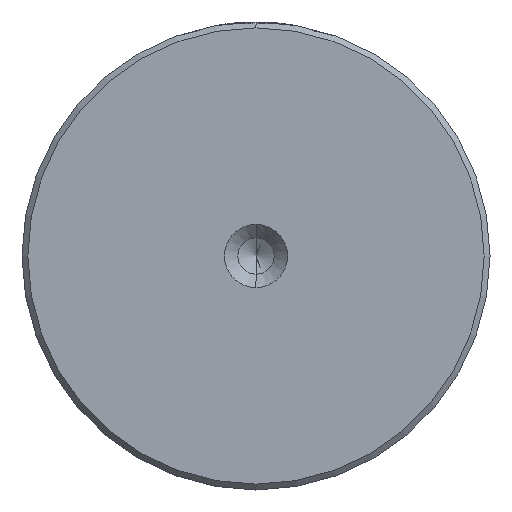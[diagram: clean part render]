
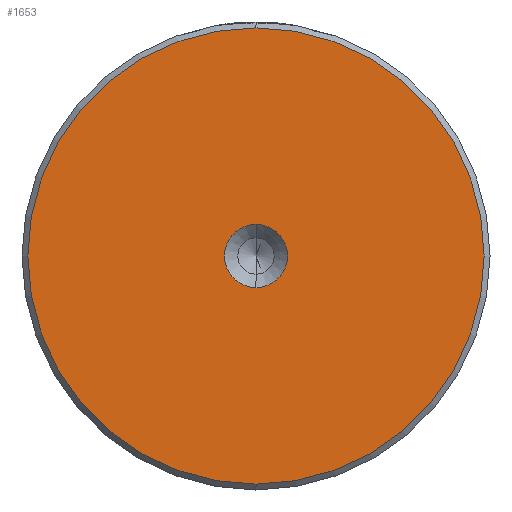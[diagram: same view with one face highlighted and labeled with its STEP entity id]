
A CAD part, left-side view. The second image highlights one B-rep face of the part: STEP entity #1653.
In plain terms, the highlighted planar face has unit normal (-1, 0, 0).
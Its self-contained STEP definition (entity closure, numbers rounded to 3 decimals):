
#20 = DIRECTION ( 'NONE',  ( 0., 0., 1. ) ) ;
#25 = DIRECTION ( 'NONE',  ( -1., 0., 0. ) ) ;
#39 = CARTESIAN_POINT ( 'NONE',  ( 0., 0., 0. ) ) ;
#84 = AXIS2_PLACEMENT_3D ( 'NONE', #39, #25, #20 ) ;
#139 = EDGE_CURVE ( 'NONE', #2014, #1630, #1091, .T. ) ;
#222 = EDGE_CURVE ( 'NONE', #1630, #2014, #851, .T. ) ;
#396 = EDGE_CURVE ( 'NONE', #1891, #924, #1982, .T. ) ;
#439 = PLANE ( 'NONE',  #1177 ) ;
#624 = FACE_BOUND ( 'NONE', #1671, .T. ) ;
#627 = CARTESIAN_POINT ( 'NONE',  ( 0., 0., 2.7 ) ) ;
#631 = CARTESIAN_POINT ( 'NONE',  ( 0., 0., 19.5 ) ) ;
#667 = CARTESIAN_POINT ( 'NONE',  ( 0., 0., -19.5 ) ) ;
#683 = AXIS2_PLACEMENT_3D ( 'NONE', #1693, #1686, #1676 ) ;
#802 = DIRECTION ( 'NONE',  ( 0., 0., 1. ) ) ;
#828 = CARTESIAN_POINT ( 'NONE',  ( 0., 0., 0. ) ) ;
#851 = CIRCLE ( 'NONE', #683, 19.5 ) ;
#907 = DIRECTION ( 'NONE',  ( -1., 0., 0. ) ) ;
#909 = CARTESIAN_POINT ( 'NONE',  ( 0., 0., 0. ) ) ;
#913 = CARTESIAN_POINT ( 'NONE',  ( 0., 0., -2.7 ) ) ;
#924 = VERTEX_POINT ( 'NONE', #627 ) ;
#1071 = FACE_OUTER_BOUND ( 'NONE', #1424, .T. ) ;
#1091 = CIRCLE ( 'NONE', #1989, 19.5 ) ;
#1144 = ORIENTED_EDGE ( 'NONE', *, *, #139, .T. ) ;
#1175 = EDGE_CURVE ( 'NONE', #924, #1891, #2253, .T. ) ;
#1177 = AXIS2_PLACEMENT_3D ( 'NONE', #828, #2315, #1206 ) ;
#1206 = DIRECTION ( 'NONE',  ( 0., 0., 1. ) ) ;
#1226 = ORIENTED_EDGE ( 'NONE', *, *, #396, .F. ) ;
#1424 = EDGE_LOOP ( 'NONE', ( #1144, #1494 ) ) ;
#1440 = ORIENTED_EDGE ( 'NONE', *, *, #1175, .F. ) ;
#1494 = ORIENTED_EDGE ( 'NONE', *, *, #222, .T. ) ;
#1630 = VERTEX_POINT ( 'NONE', #631 ) ;
#1653 = ADVANCED_FACE ( 'NONE', ( #1071, #624 ), #439, .T. ) ;
#1671 = EDGE_LOOP ( 'NONE', ( #1440, #1226 ) ) ;
#1676 = DIRECTION ( 'NONE',  ( 0., 0., 1. ) ) ;
#1686 = DIRECTION ( 'NONE',  ( -1., 0., 0. ) ) ;
#1693 = CARTESIAN_POINT ( 'NONE',  ( 0., 0., 0. ) ) ;
#1891 = VERTEX_POINT ( 'NONE', #913 ) ;
#1899 = DIRECTION ( 'NONE',  ( -1., 0., 0. ) ) ;
#1982 = CIRCLE ( 'NONE', #84, 2.7 ) ;
#1989 = AXIS2_PLACEMENT_3D ( 'NONE', #909, #1899, #802 ) ;
#2014 = VERTEX_POINT ( 'NONE', #667 ) ;
#2022 = CARTESIAN_POINT ( 'NONE',  ( 0., 0., 0. ) ) ;
#2141 = AXIS2_PLACEMENT_3D ( 'NONE', #2022, #907, #2206 ) ;
#2206 = DIRECTION ( 'NONE',  ( 0., 0., 1. ) ) ;
#2253 = CIRCLE ( 'NONE', #2141, 2.7 ) ;
#2315 = DIRECTION ( 'NONE',  ( -1., 0., 0. ) ) ;
